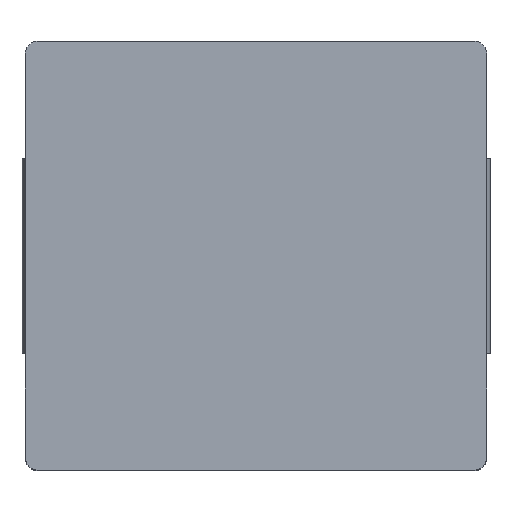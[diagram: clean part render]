
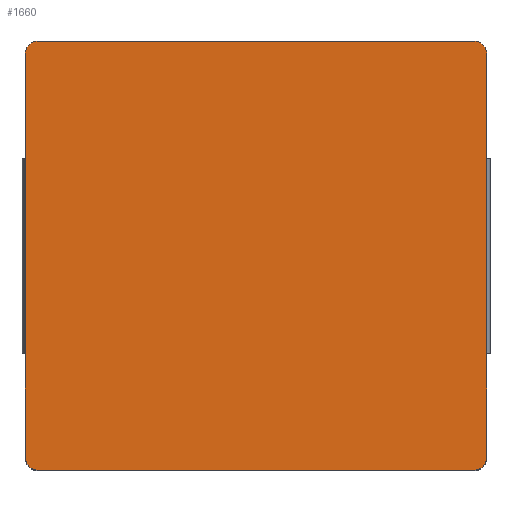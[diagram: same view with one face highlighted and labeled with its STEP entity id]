
A CAD part, top view. The second image highlights one B-rep face of the part: STEP entity #1660.
In plain terms, the highlighted planar face has unit normal (0, 0, 1).
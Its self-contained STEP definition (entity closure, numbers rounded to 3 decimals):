
#15 = CARTESIAN_POINT ( 'NONE',  ( -3.55, 3.1, 5.8 ) ) ;
#34 = LINE ( 'NONE', #1244, #284 ) ;
#89 = CARTESIAN_POINT ( 'NONE',  ( -3.35, 3.1, 5.8 ) ) ;
#108 = VERTEX_POINT ( 'NONE', #120 ) ;
#120 = CARTESIAN_POINT ( 'NONE',  ( 3.35, 3.3, 5.8 ) ) ;
#124 = ORIENTED_EDGE ( 'NONE', *, *, #1137, .T. ) ;
#185 = EDGE_CURVE ( 'NONE', #1582, #1268, #34, .T. ) ;
#191 = DIRECTION ( 'NONE',  ( 0., 0., 1. ) ) ;
#197 = VERTEX_POINT ( 'NONE', #1127 ) ;
#212 = CARTESIAN_POINT ( 'NONE',  ( 0., -3.3, 5.8 ) ) ;
#231 = CARTESIAN_POINT ( 'NONE',  ( 0., 0., 5.8 ) ) ;
#232 = EDGE_CURVE ( 'NONE', #197, #1582, #741, .T. ) ;
#261 = VECTOR ( 'NONE', #1001, 1000. ) ;
#264 = ORIENTED_EDGE ( 'NONE', *, *, #1216, .T. ) ;
#284 = VECTOR ( 'NONE', #600, 1000. ) ;
#317 = EDGE_LOOP ( 'NONE', ( #124, #411, #1301, #264, #1297, #1497, #1304, #1333 ) ) ;
#335 = EDGE_CURVE ( 'NONE', #436, #1197, #616, .T. ) ;
#336 = DIRECTION ( 'NONE',  ( 1., 0., 0. ) ) ;
#357 = CARTESIAN_POINT ( 'NONE',  ( -3.35, -3.3, 5.8 ) ) ;
#411 = ORIENTED_EDGE ( 'NONE', *, *, #861, .T. ) ;
#436 = VERTEX_POINT ( 'NONE', #15 ) ;
#476 = DIRECTION ( 'NONE',  ( 0., 0., 1. ) ) ;
#493 = EDGE_CURVE ( 'NONE', #816, #197, #1516, .T. ) ;
#507 = DIRECTION ( 'NONE',  ( 1., 0., 0. ) ) ;
#544 = VERTEX_POINT ( 'NONE', #986 ) ;
#580 = CARTESIAN_POINT ( 'NONE',  ( 3.55, -3.1, 5.8 ) ) ;
#600 = DIRECTION ( 'NONE',  ( 0., 1., 0. ) ) ;
#611 = EDGE_CURVE ( 'NONE', #1268, #108, #1013, .T. ) ;
#616 = LINE ( 'NONE', #738, #983 ) ;
#649 = AXIS2_PLACEMENT_3D ( 'NONE', #1036, #1693, #936 ) ;
#662 = CARTESIAN_POINT ( 'NONE',  ( 3.55, 3.1, 5.8 ) ) ;
#738 = CARTESIAN_POINT ( 'NONE',  ( -3.55, -3.3, 5.8 ) ) ;
#741 = CIRCLE ( 'NONE', #1690, 0.2 ) ;
#744 = CARTESIAN_POINT ( 'NONE',  ( 0., 3.3, 5.8 ) ) ;
#759 = DIRECTION ( 'NONE',  ( 0., 0., 1. ) ) ;
#775 = DIRECTION ( 'NONE',  ( 1., 0., 0. ) ) ;
#816 = VERTEX_POINT ( 'NONE', #357 ) ;
#845 = FACE_OUTER_BOUND ( 'NONE', #317, .T. ) ;
#861 = EDGE_CURVE ( 'NONE', #544, #436, #1159, .T. ) ;
#895 = CARTESIAN_POINT ( 'NONE',  ( -3.35, -3.1, 5.8 ) ) ;
#936 = DIRECTION ( 'NONE',  ( 1., 0., 0. ) ) ;
#983 = VECTOR ( 'NONE', #1527, 1000. ) ;
#986 = CARTESIAN_POINT ( 'NONE',  ( -3.35, 3.3, 5.8 ) ) ;
#1001 = DIRECTION ( 'NONE',  ( -1., 0., 0. ) ) ;
#1006 = AXIS2_PLACEMENT_3D ( 'NONE', #89, #476, #775 ) ;
#1013 = CIRCLE ( 'NONE', #649, 0.2 ) ;
#1036 = CARTESIAN_POINT ( 'NONE',  ( 3.35, 3.1, 5.8 ) ) ;
#1070 = AXIS2_PLACEMENT_3D ( 'NONE', #231, #759, #1678 ) ;
#1127 = CARTESIAN_POINT ( 'NONE',  ( 3.35, -3.3, 5.8 ) ) ;
#1137 = EDGE_CURVE ( 'NONE', #108, #544, #1249, .T. ) ;
#1140 = CARTESIAN_POINT ( 'NONE',  ( -3.55, -3.1, 5.8 ) ) ;
#1159 = CIRCLE ( 'NONE', #1006, 0.2 ) ;
#1197 = VERTEX_POINT ( 'NONE', #1140 ) ;
#1216 = EDGE_CURVE ( 'NONE', #1197, #816, #1564, .T. ) ;
#1244 = CARTESIAN_POINT ( 'NONE',  ( 3.55, -3.3, 5.8 ) ) ;
#1249 = LINE ( 'NONE', #744, #261 ) ;
#1250 = CARTESIAN_POINT ( 'NONE',  ( 3.35, -3.1, 5.8 ) ) ;
#1268 = VERTEX_POINT ( 'NONE', #662 ) ;
#1297 = ORIENTED_EDGE ( 'NONE', *, *, #493, .T. ) ;
#1301 = ORIENTED_EDGE ( 'NONE', *, *, #335, .T. ) ;
#1304 = ORIENTED_EDGE ( 'NONE', *, *, #185, .T. ) ;
#1319 = VECTOR ( 'NONE', #1526, 1000. ) ;
#1333 = ORIENTED_EDGE ( 'NONE', *, *, #611, .T. ) ;
#1415 = DIRECTION ( 'NONE',  ( 0., 0., 1. ) ) ;
#1497 = ORIENTED_EDGE ( 'NONE', *, *, #232, .T. ) ;
#1516 = LINE ( 'NONE', #212, #1319 ) ;
#1526 = DIRECTION ( 'NONE',  ( 1., 0., 0. ) ) ;
#1527 = DIRECTION ( 'NONE',  ( 0., -1., 0. ) ) ;
#1564 = CIRCLE ( 'NONE', #1650, 0.2 ) ;
#1582 = VERTEX_POINT ( 'NONE', #580 ) ;
#1650 = AXIS2_PLACEMENT_3D ( 'NONE', #895, #1415, #507 ) ;
#1653 = PLANE ( 'NONE',  #1070 ) ;
#1660 = ADVANCED_FACE ( 'NONE', ( #845 ), #1653, .T. ) ;
#1678 = DIRECTION ( 'NONE',  ( 1., 0., 0. ) ) ;
#1690 = AXIS2_PLACEMENT_3D ( 'NONE', #1250, #191, #336 ) ;
#1693 = DIRECTION ( 'NONE',  ( 0., 0., 1. ) ) ;
